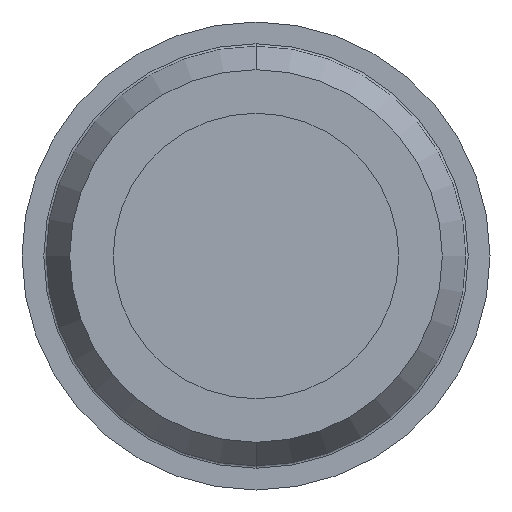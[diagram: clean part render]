
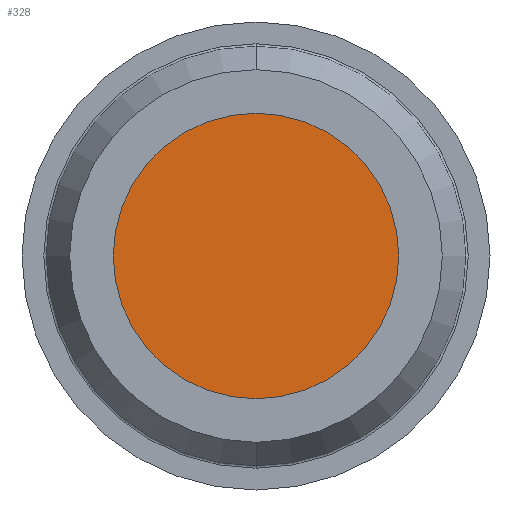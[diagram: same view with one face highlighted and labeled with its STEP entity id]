
A CAD part, front view. The second image highlights one B-rep face of the part: STEP entity #328.
In plain terms, the highlighted planar face has unit normal (0, -1, 0).
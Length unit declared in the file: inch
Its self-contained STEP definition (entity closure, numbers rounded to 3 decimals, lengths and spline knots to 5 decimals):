
#27 = CARTESIAN_POINT ( 'NONE',  ( 0., -1.23, 1.525 ) ) ;
#37 = DIRECTION ( 'NONE',  ( 0., 0., 1. ) ) ;
#42 = EDGE_CURVE ( 'NONE', #582, #521, #274, .T. ) ;
#54 = ORIENTED_EDGE ( 'NONE', *, *, #533, .F. ) ;
#79 = DIRECTION ( 'NONE',  ( 0., 1., 0. ) ) ;
#108 = ORIENTED_EDGE ( 'NONE', *, *, #42, .F. ) ;
#109 = DIRECTION ( 'NONE',  ( 0., 1., 0. ) ) ;
#158 = AXIS2_PLACEMENT_3D ( 'NONE', #379, #79, #426 ) ;
#203 = AXIS2_PLACEMENT_3D ( 'NONE', #359, #109, #450 ) ;
#206 = FACE_OUTER_BOUND ( 'NONE', #594, .T. ) ;
#227 = CARTESIAN_POINT ( 'NONE',  ( 0., -1.23, -1.525 ) ) ;
#274 = CIRCLE ( 'NONE', #514, 1.525 ) ;
#328 = ADVANCED_FACE ( 'NONE', ( #206 ), #532, .F. ) ;
#342 = DIRECTION ( 'NONE',  ( 0., 1., 0. ) ) ;
#359 = CARTESIAN_POINT ( 'NONE',  ( 0., -1.23, 0. ) ) ;
#379 = CARTESIAN_POINT ( 'NONE',  ( 0., -1.23, 0. ) ) ;
#426 = DIRECTION ( 'NONE',  ( 0., 0., 1. ) ) ;
#450 = DIRECTION ( 'NONE',  ( 0., 0., 1. ) ) ;
#514 = AXIS2_PLACEMENT_3D ( 'NONE', #601, #342, #37 ) ;
#521 = VERTEX_POINT ( 'NONE', #27 ) ;
#532 = PLANE ( 'NONE',  #203 ) ;
#533 = EDGE_CURVE ( 'NONE', #521, #582, #597, .T. ) ;
#582 = VERTEX_POINT ( 'NONE', #227 ) ;
#594 = EDGE_LOOP ( 'NONE', ( #54, #108 ) ) ;
#597 = CIRCLE ( 'NONE', #158, 1.525 ) ;
#601 = CARTESIAN_POINT ( 'NONE',  ( 0., -1.23, 0. ) ) ;
